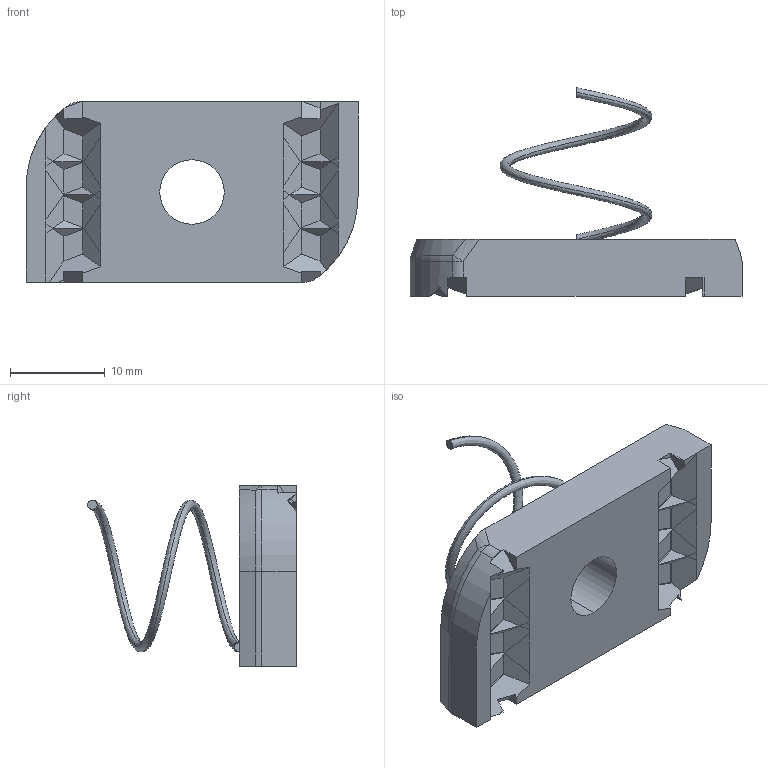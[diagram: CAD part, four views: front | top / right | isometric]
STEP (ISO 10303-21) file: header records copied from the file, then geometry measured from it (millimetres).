
FILE_DESCRIPTION (( 'STEP AP203' ), '1' );
FILE_NAME ('084.302.040.STEP', '2013-01-23T08:06:19', ( 'Alusic' ), ( 'Alusic' ), 'SwSTEP 2.0', 'SolidWorks 2011', '' );
FILE_SCHEMA (( 'CONFIG_CONTROL_DESIGN' ));
Length unit declared in the file: millimetre
Products named in the file (1): 084.302.040
Bounding box: 35 x 22 x 19 mm (x, y, z)
Volume: 3397.2 mm3; surface area: 2200 mm2
Topology: 1 solids, 1 shells, 132 faces, 319 edges, 190 vertices
Faces by surface type: plane 114, cylinder 8, bspline 4, cone 2, torus 2, sphere 2
Entity records: 4617 total; most frequent: CARTESIAN_POINT 1528, ORIENTED_EDGE 638, DIRECTION 589, EDGE_CURVE 319, VECTOR 275, LINE 275, VERTEX_POINT 190, AXIS2_PLACEMENT_3D 157
